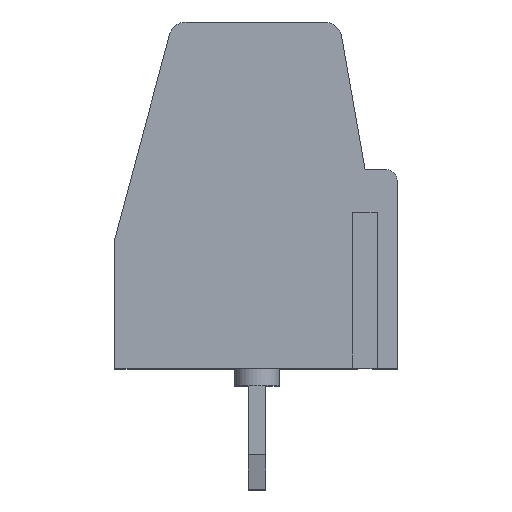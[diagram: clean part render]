
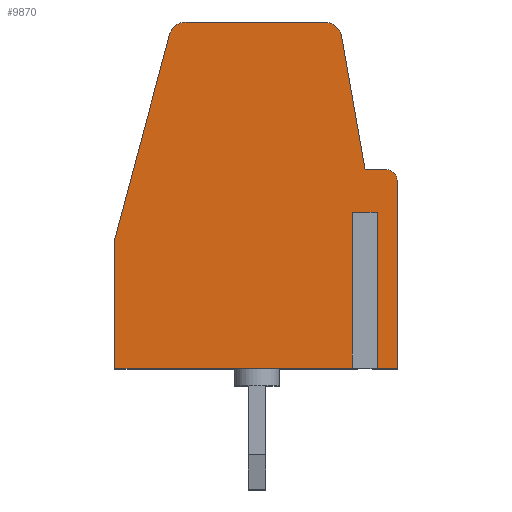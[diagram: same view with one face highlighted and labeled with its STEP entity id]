
A CAD part, top view. The second image highlights one B-rep face of the part: STEP entity #9870.
In plain terms, the highlighted face is planar.
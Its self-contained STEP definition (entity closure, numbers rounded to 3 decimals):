
#8690=CARTESIAN_POINT('',(0.,0.,
   -7.5));
#8700=DIRECTION('',(0.,0.,
   1.));
#8710=DIRECTION('',(1.,0.,
   0.));
#8720=AXIS2_PLACEMENT_3D('',#8690,#8700,#8710);
#8730=PLANE('',#8720);
#8740=CARTESIAN_POINT('',(-33.813,25.009
   ,-7.5));
#8750=DIRECTION('',(0.,0.,
   1.));
#8760=DIRECTION('',(1.,0.,
   0.));
#8770=AXIS2_PLACEMENT_3D('',#8740,#8750,#8760);
#8780=CIRCLE('',#8770,0.5);
#8790=CARTESIAN_POINT('',(-33.33,25.138
   ,-7.5));
#8800=VERTEX_POINT('',#8790);
#8810=CARTESIAN_POINT('',(-33.813,25.509
   ,-7.5));
#8820=VERTEX_POINT('',#8810);
#8830=EDGE_CURVE('',#8800,#8820,#8780,.T.);
#8840=ORIENTED_EDGE('',*,*,#8830,.F.);
#8850=CARTESIAN_POINT('',(0.,25.509,
   -7.5));
#8860=DIRECTION('',(1.,0.,
   0.));
#8870=VECTOR('',#8860,1.);
#8880=LINE('',#8850,#8870);
#8890=CARTESIAN_POINT('',(-37.809,25.509
   ,-7.5));
#8900=VERTEX_POINT('',#8890);
#8910=EDGE_CURVE('',#8900,#8820,#8880,.T.);
#8920=ORIENTED_EDGE('',*,*,#8910,.T.);
#8930=CARTESIAN_POINT('',(-37.809,25.009
   ,-7.5));
#8940=DIRECTION('',(0.,0.,
   1.));
#8950=DIRECTION('',(1.,0.,
   0.));
#8960=AXIS2_PLACEMENT_3D('',#8930,#8940,#8950);
#8970=CIRCLE('',#8960,0.5);
#8980=CARTESIAN_POINT('',(-38.302,25.096
   ,-7.5));
#8990=VERTEX_POINT('',#8980);
#9000=EDGE_CURVE('',#8900,#8990,#8970,.T.);
#9010=ORIENTED_EDGE('',*,*,#9000,.F.);
#9020=CARTESIAN_POINT('',(-42.727,0.
   ,-7.5));
#9030=DIRECTION('',(0.174,0.985,
   0.));
#9040=VECTOR('',#9030,1.);
#9050=LINE('',#9020,#9040);
#9060=CARTESIAN_POINT('',(-38.982,21.239
   ,-7.5));
#9070=VERTEX_POINT('',#9060);
#9080=EDGE_CURVE('',#9070,#8990,#9050,.T.);
#9090=ORIENTED_EDGE('',*,*,#9080,.T.);
#9100=CARTESIAN_POINT('',(0.,21.239,
   -7.5));
#9110=DIRECTION('',(1.,0.,
   0.));
#9120=VECTOR('',#9110,1.);
#9130=LINE('',#9100,#9120);
#9140=CARTESIAN_POINT('',(-39.604,21.239
   ,-7.5));
#9150=VERTEX_POINT('',#9140);
#9160=EDGE_CURVE('',#9150,#9070,#9130,.T.);
#9170=ORIENTED_EDGE('',*,*,#9160,.T.);
#9180=CARTESIAN_POINT('',(-39.604,20.939
   ,-7.5));
#9190=DIRECTION('',(0.,0.,
   1.));
#9200=DIRECTION('',(1.,0.,
   0.));
#9210=AXIS2_PLACEMENT_3D('',#9180,#9190,#9200);
#9220=CIRCLE('',#9210,0.3);
#9230=CARTESIAN_POINT('',(-39.904,20.939
   ,-7.5));
#9240=VERTEX_POINT('',#9230);
#9250=EDGE_CURVE('',#9150,#9240,#9220,.T.);
#9260=ORIENTED_EDGE('',*,*,#9250,.F.);
#9270=CARTESIAN_POINT('',(-39.904,0.
   ,-7.5));
#9280=DIRECTION('',(0.,1.,
   0.));
#9290=VECTOR('',#9280,1.);
#9300=LINE('',#9270,#9290);
#9310=CARTESIAN_POINT('',(-39.904,15.509
   ,-7.5));
#9320=VERTEX_POINT('',#9310);
#9330=EDGE_CURVE('',#9320,#9240,#9300,.T.);
#9340=ORIENTED_EDGE('',*,*,#9330,.T.);
#9350=CARTESIAN_POINT('',(0.,15.509,
   -7.5));
#9360=DIRECTION('',(-1.,0.,
   0.));
#9370=VECTOR('',#9360,1.);
#9380=LINE('',#9350,#9370);
#9390=CARTESIAN_POINT('',(-39.181,15.509
   ,-7.5));
#9400=VERTEX_POINT('',#9390);
#9410=EDGE_CURVE('',#9400,#9320,#9380,.T.);
#9420=ORIENTED_EDGE('',*,*,#9410,.T.);
#9430=CARTESIAN_POINT('',(-39.181,0.
   ,-7.5));
#9440=DIRECTION('',(0.,1.,
   0.));
#9450=VECTOR('',#9440,1.);
#9460=LINE('',#9430,#9450);
#9470=CARTESIAN_POINT('',(-39.181,20.009
   ,-7.5));
#9480=VERTEX_POINT('',#9470);
#9490=EDGE_CURVE('',#9400,#9480,#9460,.T.);
#9500=ORIENTED_EDGE('',*,*,#9490,.F.);
#9510=CARTESIAN_POINT('',(0.,20.009,
   -7.5));
#9520=DIRECTION('',(-1.,0.,
   0.));
#9530=VECTOR('',#9520,1.);
#9540=LINE('',#9510,#9530);
#9550=CARTESIAN_POINT('',(-38.767,20.009
   ,-7.5));
#9560=VERTEX_POINT('',#9550);
#9570=EDGE_CURVE('',#9560,#9480,#9540,.T.);
#9580=ORIENTED_EDGE('',*,*,#9570,.T.);
#9590=CARTESIAN_POINT('',(-38.767,0.
   ,-7.5));
#9600=DIRECTION('',(0.,-1.,
   0.));
#9610=VECTOR('',#9600,1.);
#9620=LINE('',#9590,#9610);
#9630=CARTESIAN_POINT('',(-38.767,15.509
   ,-7.5));
#9640=VERTEX_POINT('',#9630);
#9650=EDGE_CURVE('',#9560,#9640,#9620,.T.);
#9660=ORIENTED_EDGE('',*,*,#9650,.F.);
#9670=CARTESIAN_POINT('',(-31.754,15.509
   ,-7.5));
#9680=VERTEX_POINT('',#9670);
#9690=EDGE_CURVE('',#9680,#9640,#9380,.T.);
#9700=ORIENTED_EDGE('',*,*,#9690,.T.);
#9710=CARTESIAN_POINT('',(-31.754,0.
   ,-7.5));
#9720=DIRECTION('',(0.,-1.,
   0.));
#9730=VECTOR('',#9720,1.);
#9740=LINE('',#9710,#9730);
#9750=CARTESIAN_POINT('',(-31.754,19.258
   ,-7.5));
#9760=VERTEX_POINT('',#9750);
#9770=EDGE_CURVE('',#9760,#9680,#9740,.T.);
#9780=ORIENTED_EDGE('',*,*,#9770,.T.);
#9790=CARTESIAN_POINT('',(-26.594,0.
   ,-7.5));
#9800=DIRECTION('',(-0.259,0.966,
   0.));
#9810=VECTOR('',#9800,1.);
#9820=LINE('',#9790,#9810);
#9830=EDGE_CURVE('',#9760,#8800,#9820,.T.);
#9840=ORIENTED_EDGE('',*,*,#9830,.F.);
#9850=EDGE_LOOP('',(#9840,#9780,#9700,#9660,#9580,#9500,#9420,#9340,
   #9260,#9170,#9090,#9010,#8920,#8840));
#9860=FACE_OUTER_BOUND('',#9850,.T.);
#9870=ADVANCED_FACE('',(#9860),#8730,.F.);
